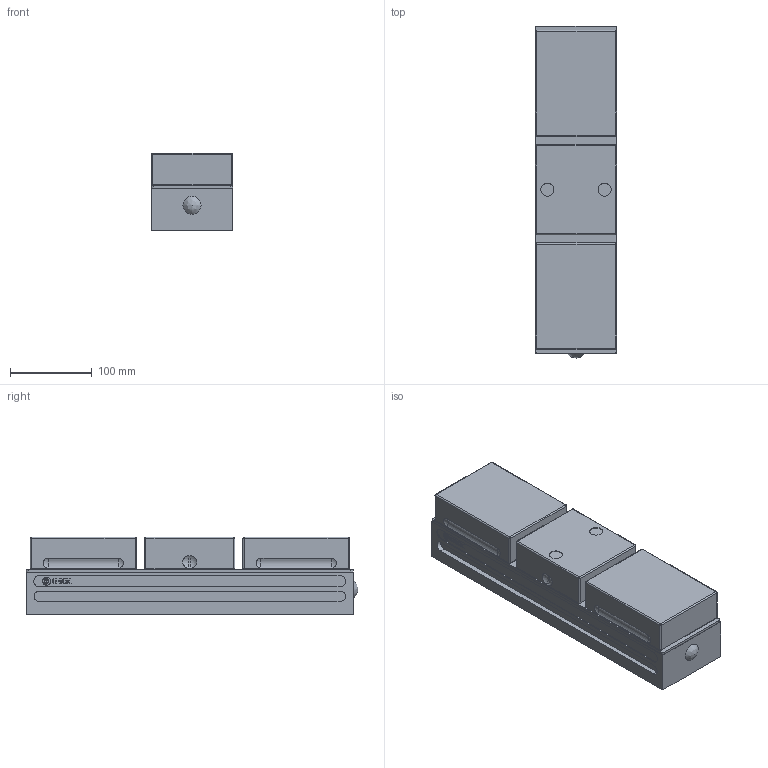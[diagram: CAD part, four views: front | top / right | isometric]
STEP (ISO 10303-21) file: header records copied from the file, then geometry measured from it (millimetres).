
FILE_DESCRIPTION((''),'2;1');
FILE_NAME('5QL1040-AL.stp','2014-06-27T14:23:04',('Dayne Stauffer'),(''),'Autodesk Inventor 2013','Autodesk Inventor 2013','');
FILE_SCHEMA(('AUTOMOTIVE_DESIGN { 1 0 10303 214 1 1 1 1 }'));
Length unit declared in the file: millimetre
Products named in the file (6): 5QL1040-AL; 5BAS1040-AL; 5CP1040-ST; 5DS1040-10-40; 5FJ1040-10-40; 5MJ1040-10-40
Assembly tree (6 placements, depth 3):
  5QL1040-AL
    5BAS1040-AL
    5CP1040-ST
    5DS1040-10-40
      5FJ1040-10-40
      5MJ1040-10-40  x2
Bounding box: 99.96 x 405.42 x 94.7 mm (x, y, z)
Volume: 3095429.8 mm3; surface area: 404129.6 mm2
Topology: 5 solids, 5 shells, 690 faces, 1674 edges, 1070 vertices
Faces by surface type: plane 361, cylinder 166, bspline 107, sphere 36, torus 18, cone 2
Full cylindrical faces by diameter (mm): 6.8 x6, 8.4 x2, 8.5 x2, 8.65 x2, 9 x6, 12 x2, 12.7 x4, 13.5 x2, 14 x4, 14.15 x6, 14.6 x6, 15 x6, 16 x2, 19.34 x6, 20 x8
Entity records: 19393 total; most frequent: CARTESIAN_POINT 4786, ORIENTED_EDGE 2872, DIRECTION 2643, EDGE_CURVE 1436, VERTEX_POINT 989, VECTOR 905, LINE 905, AXIS2_PLACEMENT_3D 869
